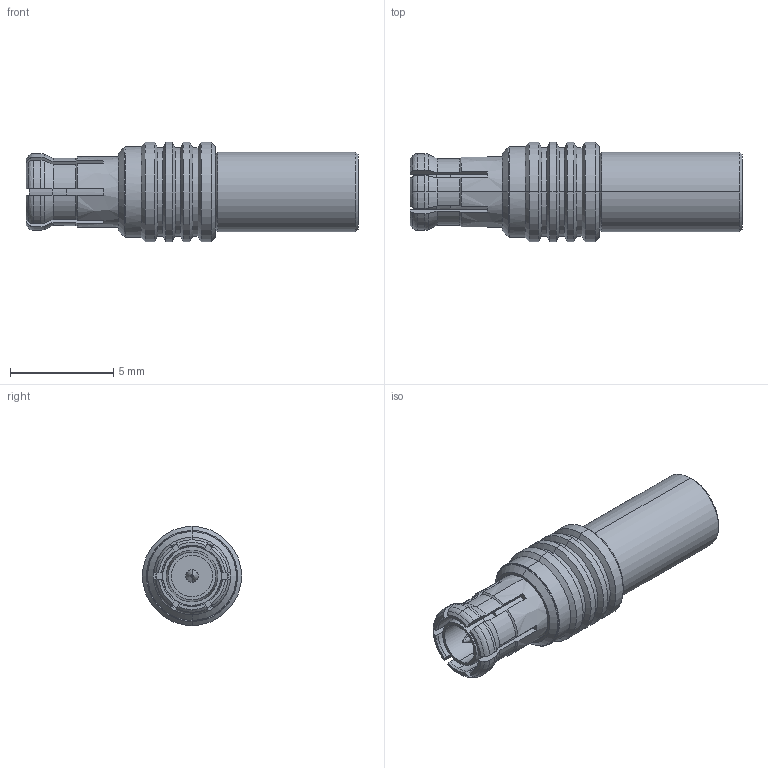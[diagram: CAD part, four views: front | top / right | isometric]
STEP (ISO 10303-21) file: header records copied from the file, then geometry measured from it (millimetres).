
FILE_DESCRIPTION (( 'STEP AP214' ), '1' );
FILE_NAME ('FMCN45865_3D.step', '2023-05-05T18:00:25', ( '' ), ( '' ), 'SwSTEP 2.0', 'SolidWorks 2022', '' );
FILE_SCHEMA (( 'AUTOMOTIVE_DESIGN' ));
Length unit declared in the file: millimetre
Products named in the file (1): FMCN45865_3D
Bounding box: 16.07 x 4.8 x 4.8 mm (x, y, z)
Volume: 145.5 mm3; surface area: 497 mm2
Topology: 2 solids, 2 shells, 189 faces, 458 edges, 281 vertices
Faces by surface type: bspline 148, plane 37, cylinder 2, cone 2
Entity records: 7107 total; most frequent: CARTESIAN_POINT 3443, ORIENTED_EDGE 912, DIRECTION 550, EDGE_CURVE 456, VERTEX_POINT 281, EDGE_LOOP 201, FACE_OUTER_BOUND 189, AXIS2_PLACEMENT_3D 189
